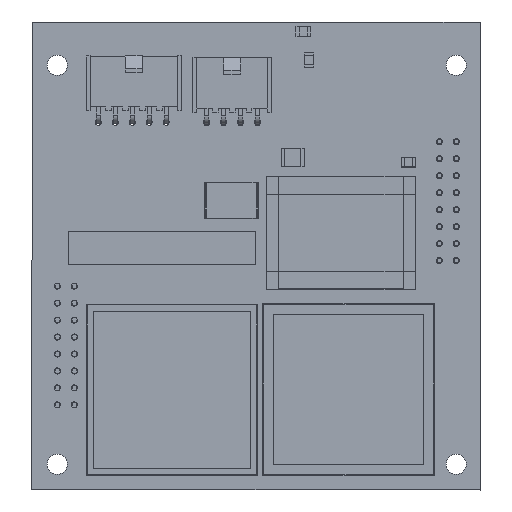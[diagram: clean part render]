
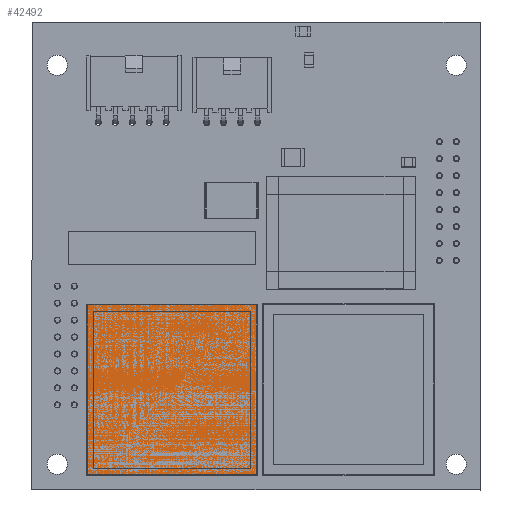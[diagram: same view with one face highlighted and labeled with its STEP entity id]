
A CAD part, top view. The second image highlights one B-rep face of the part: STEP entity #42492.
In plain terms, the highlighted planar face has unit normal (0, 0, 1).
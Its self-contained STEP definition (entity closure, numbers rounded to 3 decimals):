
#42363 = VERTEX_POINT('',#42364);
#42364 = CARTESIAN_POINT('',(0.58,-74.639,9.9)
  );
#42370 = EDGE_CURVE('',#42363,#42371,#42373,.T.);
#42371 = VERTEX_POINT('',#42372);
#42372 = CARTESIAN_POINT('',(0.58,-48.985,9.9)
  );
#42373 = LINE('',#42374,#42375);
#42374 = CARTESIAN_POINT('',(0.58,-74.639,9.9)
  );
#42375 = VECTOR('',#42376,1.);
#42376 = DIRECTION('',(0.,1.,0.));
#42401 = EDGE_CURVE('',#42371,#42402,#42404,.T.);
#42402 = VERTEX_POINT('',#42403);
#42403 = CARTESIAN_POINT('',(26.234,-48.985,9.9)
  );
#42404 = LINE('',#42405,#42406);
#42405 = CARTESIAN_POINT('',(0.58,-48.985,9.9)
  );
#42406 = VECTOR('',#42407,1.);
#42407 = DIRECTION('',(1.,0.,0.));
#42432 = EDGE_CURVE('',#42402,#42433,#42435,.T.);
#42433 = VERTEX_POINT('',#42434);
#42434 = CARTESIAN_POINT('',(26.234,-74.639,9.9)
  );
#42435 = LINE('',#42436,#42437);
#42436 = CARTESIAN_POINT('',(26.234,-48.985,9.9)
  );
#42437 = VECTOR('',#42438,1.);
#42438 = DIRECTION('',(0.,-1.,0.));
#42463 = EDGE_CURVE('',#42433,#42363,#42464,.T.);
#42464 = LINE('',#42465,#42466);
#42465 = CARTESIAN_POINT('',(26.234,-74.639,9.9)
  );
#42466 = VECTOR('',#42467,1.);
#42467 = DIRECTION('',(-1.,0.,0.));
#42492 = ADVANCED_FACE('',(#42493),#42499,.T.);
#42493 = FACE_BOUND('',#42494,.F.);
#42494 = EDGE_LOOP('',(#42495,#42496,#42497,#42498));
#42495 = ORIENTED_EDGE('',*,*,#42370,.T.);
#42496 = ORIENTED_EDGE('',*,*,#42401,.T.);
#42497 = ORIENTED_EDGE('',*,*,#42432,.T.);
#42498 = ORIENTED_EDGE('',*,*,#42463,.T.);
#42499 = PLANE('',#42500);
#42500 = AXIS2_PLACEMENT_3D('',#42501,#42502,#42503);
#42501 = CARTESIAN_POINT('',(0.58,-74.639,9.9)
  );
#42502 = DIRECTION('',(0.,0.,1.));
#42503 = DIRECTION('',(1.,0.,0.));
